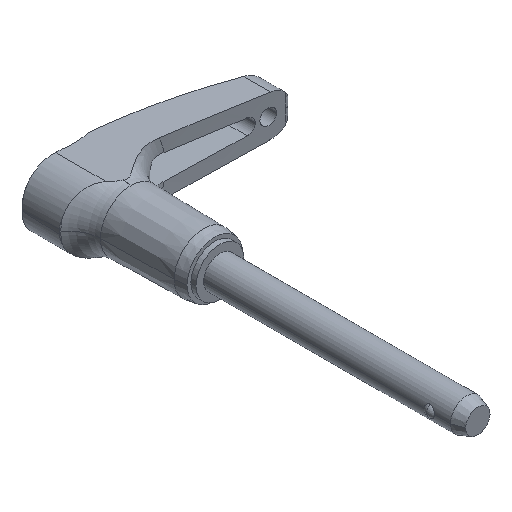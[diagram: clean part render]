
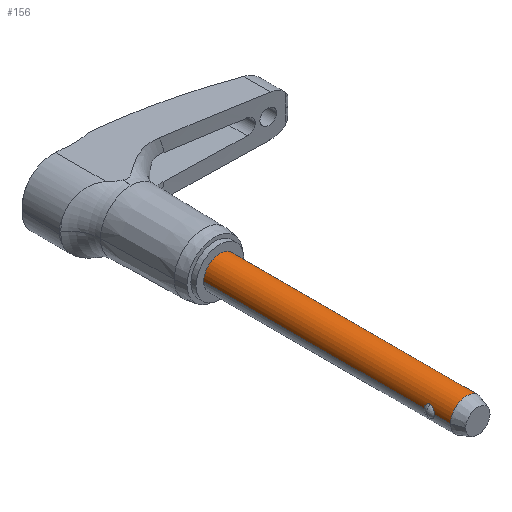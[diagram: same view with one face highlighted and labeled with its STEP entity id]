
A CAD part, isometric view. The second image highlights one B-rep face of the part: STEP entity #156.
In plain terms, the highlighted cylindrical face has radius 3.175 mm (diameter 6.35 mm), a partial arc.
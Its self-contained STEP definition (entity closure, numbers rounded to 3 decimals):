
#156=ADVANCED_FACE('',(#331),#332,.T.);
#331=FACE_OUTER_BOUND('',#523,.T.);
#332=CYLINDRICAL_SURFACE('',#524,3.175);
#523=EDGE_LOOP('',(#922,#923,#924,#925,#926,#927,#928,#929,#930,#931));
#524=AXIS2_PLACEMENT_3D('',#932,#933,#934);
#922=ORIENTED_EDGE('',*,*,#1225,.T.);
#923=ORIENTED_EDGE('',*,*,#1276,.T.);
#924=ORIENTED_EDGE('',*,*,#1210,.T.);
#925=ORIENTED_EDGE('',*,*,#1232,.T.);
#926=ORIENTED_EDGE('',*,*,#1291,.F.);
#927=ORIENTED_EDGE('',*,*,#1230,.T.);
#928=ORIENTED_EDGE('',*,*,#1298,.T.);
#929=ORIENTED_EDGE('',*,*,#1312,.T.);
#930=ORIENTED_EDGE('',*,*,#1227,.T.);
#931=ORIENTED_EDGE('',*,*,#1198,.T.);
#932=CARTESIAN_POINT('',(0.0,-25.273,0.0));
#933=DIRECTION('',(-0.0,1.0,0.0));
#934=DIRECTION('',(1.0,0.0,0.0));
#1198=EDGE_CURVE('',#1452,#1450,#1453,.T.);
#1210=EDGE_CURVE('',#1468,#1470,#1472,.T.);
#1225=EDGE_CURVE('',#1450,#1494,#1495,.T.);
#1227=EDGE_CURVE('',#1497,#1452,#1498,.T.);
#1230=EDGE_CURVE('',#1503,#1501,#1504,.T.);
#1232=EDGE_CURVE('',#1470,#1505,#1507,.T.);
#1276=EDGE_CURVE('',#1494,#1468,#1569,.T.);
#1291=EDGE_CURVE('',#1503,#1505,#1589,.T.);
#1298=EDGE_CURVE('',#1501,#1597,#1599,.T.);
#1312=EDGE_CURVE('',#1597,#1497,#1618,.T.);
#1450=VERTEX_POINT('',#2059);
#1452=VERTEX_POINT('',#2062);
#1453=CIRCLE('',#2063,3.175);
#1468=VERTEX_POINT('',#2139);
#1470=VERTEX_POINT('',#2141);
#1472=B_SPLINE_CURVE_WITH_KNOTS('',3,(#2156,#2157,#2158,#2159,#2160,#2161,#2162,#2163,#2164,#2165,#2166,#2167,#2168,#2169),.UNSPECIFIED.,.F.,.F.,(4,2,2,2,2,2,4),(3.203,3.545,3.887,4.055,4.223,4.514,4.804),.UNSPECIFIED.);
#1494=VERTEX_POINT('',#2233);
#1495=LINE('',#2234,#2235);
#1497=VERTEX_POINT('',#2237);
#1498=LINE('',#2238,#2239);
#1501=VERTEX_POINT('',#2255);
#1503=VERTEX_POINT('',#2270);
#1504=LINE('',#2271,#2272);
#1505=VERTEX_POINT('',#2273);
#1507=LINE('',#2275,#2276);
#1569=B_SPLINE_CURVE_WITH_KNOTS('',3,(#2465,#2466,#2467,#2468,#2469,#2470,#2471,#2472,#2473,#2474,#2475,#2476,#2477,#2478),.UNSPECIFIED.,.F.,.F.,(4,2,2,2,2,2,4),(1.601,1.892,2.183,2.351,2.519,2.861,3.203),.UNSPECIFIED.);
#1589=CIRCLE('',#2513,3.175);
#1597=VERTEX_POINT('',#2579);
#1599=B_SPLINE_CURVE_WITH_KNOTS('',3,(#2581,#2582,#2583,#2584,#2585,#2586,#2587,#2588,#2589,#2590,#2591,#2592,#2593,#2594),.UNSPECIFIED.,.F.,.F.,(4,2,2,2,2,2,4),(4.804,5.095,5.386,5.554,5.722,6.064,6.406),.UNSPECIFIED.);
#1618=B_SPLINE_CURVE_WITH_KNOTS('',3,(#2712,#2713,#2714,#2715,#2716,#2717,#2718,#2719,#2720,#2721,#2722,#2723,#2724,#2725),.UNSPECIFIED.,.F.,.F.,(4,2,2,2,2,2,4),(0.0,0.342,0.684,0.852,1.02,1.311,1.601),.UNSPECIFIED.);
#2059=CARTESIAN_POINT('',(3.175,-48.336,0.0));
#2062=CARTESIAN_POINT('',(-3.175,-48.336,0.));
#2063=AXIS2_PLACEMENT_3D('',#3027,#3028,#3029);
#2139=CARTESIAN_POINT('',(2.97,-44.176,1.123));
#2141=CARTESIAN_POINT('',(3.175,-43.18,0.));
#2156=CARTESIAN_POINT('',(2.97,-44.176,1.123));
#2157=CARTESIAN_POINT('',(2.97,-44.062,1.123));
#2158=CARTESIAN_POINT('',(2.979,-43.941,1.1));
#2159=CARTESIAN_POINT('',(3.011,-43.719,1.01));
#2160=CARTESIAN_POINT('',(3.033,-43.617,0.942));
#2161=CARTESIAN_POINT('',(3.065,-43.495,0.828));
#2162=CARTESIAN_POINT('',(3.077,-43.455,0.783));
#2163=CARTESIAN_POINT('',(3.1,-43.382,0.687));
#2164=CARTESIAN_POINT('',(3.111,-43.349,0.636));
#2165=CARTESIAN_POINT('',(3.136,-43.278,0.503));
#2166=CARTESIAN_POINT('',(3.151,-43.241,0.405));
#2167=CARTESIAN_POINT('',(3.17,-43.191,0.202));
#2168=CARTESIAN_POINT('',(3.175,-43.18,0.097));
#2169=CARTESIAN_POINT('',(3.175,-43.18,0.));
#2233=CARTESIAN_POINT('',(3.175,-45.173,0.));
#2234=CARTESIAN_POINT('',(3.175,-25.273,0.));
#2235=VECTOR('',#3057,1.0);
#2237=CARTESIAN_POINT('',(-3.175,-45.173,0.));
#2238=CARTESIAN_POINT('',(-3.175,-25.273,0.));
#2239=VECTOR('',#3061,1.0);
#2255=CARTESIAN_POINT('',(-3.175,-43.18,0.));
#2270=CARTESIAN_POINT('',(-3.175,0.0,0.));
#2271=CARTESIAN_POINT('',(-3.175,-25.273,0.));
#2272=VECTOR('',#3062,1.0);
#2273=CARTESIAN_POINT('',(3.175,0.0,0.0));
#2275=CARTESIAN_POINT('',(3.175,-25.273,0.));
#2276=VECTOR('',#3066,1.0);
#2465=CARTESIAN_POINT('',(3.175,-45.173,0.));
#2466=CARTESIAN_POINT('',(3.175,-45.173,0.097));
#2467=CARTESIAN_POINT('',(3.17,-45.162,0.202));
#2468=CARTESIAN_POINT('',(3.151,-45.112,0.405));
#2469=CARTESIAN_POINT('',(3.136,-45.075,0.503));
#2470=CARTESIAN_POINT('',(3.111,-45.003,0.636));
#2471=CARTESIAN_POINT('',(3.1,-44.971,0.687));
#2472=CARTESIAN_POINT('',(3.077,-44.898,0.783));
#2473=CARTESIAN_POINT('',(3.065,-44.858,0.828));
#2474=CARTESIAN_POINT('',(3.033,-44.736,0.942));
#2475=CARTESIAN_POINT('',(3.011,-44.634,1.01));
#2476=CARTESIAN_POINT('',(2.979,-44.411,1.1));
#2477=CARTESIAN_POINT('',(2.97,-44.29,1.123));
#2478=CARTESIAN_POINT('',(2.97,-44.176,1.123));
#2513=AXIS2_PLACEMENT_3D('',#3152,#3153,#3154);
#2579=CARTESIAN_POINT('',(-2.97,-44.176,1.123));
#2581=CARTESIAN_POINT('',(-3.175,-43.18,0.));
#2582=CARTESIAN_POINT('',(-3.175,-43.18,0.097));
#2583=CARTESIAN_POINT('',(-3.17,-43.191,0.202));
#2584=CARTESIAN_POINT('',(-3.151,-43.241,0.405));
#2585=CARTESIAN_POINT('',(-3.136,-43.278,0.503));
#2586=CARTESIAN_POINT('',(-3.111,-43.349,0.636));
#2587=CARTESIAN_POINT('',(-3.1,-43.382,0.687));
#2588=CARTESIAN_POINT('',(-3.077,-43.455,0.783));
#2589=CARTESIAN_POINT('',(-3.065,-43.495,0.828));
#2590=CARTESIAN_POINT('',(-3.033,-43.617,0.942));
#2591=CARTESIAN_POINT('',(-3.011,-43.719,1.01));
#2592=CARTESIAN_POINT('',(-2.979,-43.941,1.1));
#2593=CARTESIAN_POINT('',(-2.97,-44.062,1.123));
#2594=CARTESIAN_POINT('',(-2.97,-44.176,1.123));
#2712=CARTESIAN_POINT('',(-2.97,-44.176,1.123));
#2713=CARTESIAN_POINT('',(-2.97,-44.29,1.123));
#2714=CARTESIAN_POINT('',(-2.979,-44.411,1.1));
#2715=CARTESIAN_POINT('',(-3.011,-44.634,1.01));
#2716=CARTESIAN_POINT('',(-3.033,-44.736,0.942));
#2717=CARTESIAN_POINT('',(-3.065,-44.858,0.828));
#2718=CARTESIAN_POINT('',(-3.077,-44.898,0.783));
#2719=CARTESIAN_POINT('',(-3.1,-44.971,0.687));
#2720=CARTESIAN_POINT('',(-3.111,-45.003,0.636));
#2721=CARTESIAN_POINT('',(-3.136,-45.075,0.503));
#2722=CARTESIAN_POINT('',(-3.151,-45.112,0.405));
#2723=CARTESIAN_POINT('',(-3.17,-45.162,0.202));
#2724=CARTESIAN_POINT('',(-3.175,-45.173,0.097));
#2725=CARTESIAN_POINT('',(-3.175,-45.173,0.));
#3027=CARTESIAN_POINT('',(0.0,-48.336,0.0));
#3028=DIRECTION('',(0.,1.0,0.0));
#3029=DIRECTION('',(1.0,0.,0.0));
#3057=DIRECTION('',(0.0,1.0,0.0));
#3061=DIRECTION('',(-0.0,-1.0,-0.0));
#3062=DIRECTION('',(-0.0,-1.0,-0.0));
#3066=DIRECTION('',(0.0,1.0,0.0));
#3152=CARTESIAN_POINT('',(0.0,0.0,0.0));
#3153=DIRECTION('',(-0.0,1.0,0.0));
#3154=DIRECTION('',(1.0,0.0,0.0));
